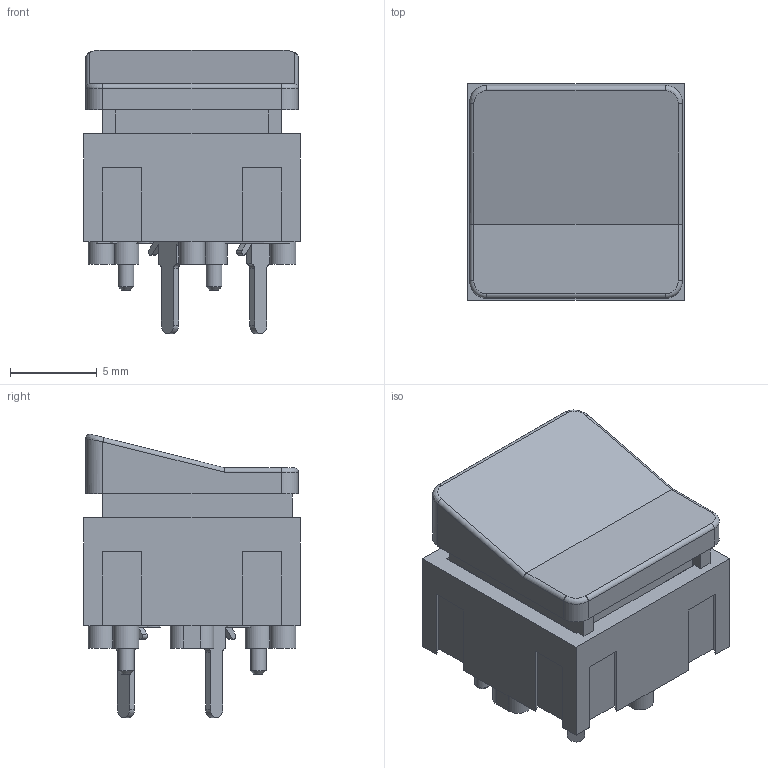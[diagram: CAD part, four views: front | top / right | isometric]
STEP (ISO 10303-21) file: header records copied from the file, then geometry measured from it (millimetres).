
FILE_DESCRIPTION((' '),'2;1');
FILE_NAME('320.22E11xxx.stp.stp','2017-07-26T08:53:41',(' '),(' '),' ','ACIS',' ');
FILE_SCHEMA(('CONFIG_CONTROL_DESIGN'));
Length unit declared in the file: inch
Products named in the file (1): 320.22E11xxx.stp.stp
Bounding box: 12.45 x 12.45 x 16.31 mm (x, y, z)
Volume: 820.2 mm3; surface area: 1686.1 mm2
Topology: 1 solids, 1 shells, 318 faces, 881 edges, 582 vertices
Faces by surface type: plane 242, cylinder 43, bspline 29, torus 2, cone 2
Full cylindrical faces by diameter (mm): 0.9 x2, 1.5 x3
Entity records: 10398 total; most frequent: CARTESIAN_POINT 2275, ORIENTED_EDGE 1748, DIRECTION 1490, EDGE_CURVE 874, VECTOR 730, LINE 730, VERTEX_POINT 582, AXIS2_PLACEMENT_3D 380
